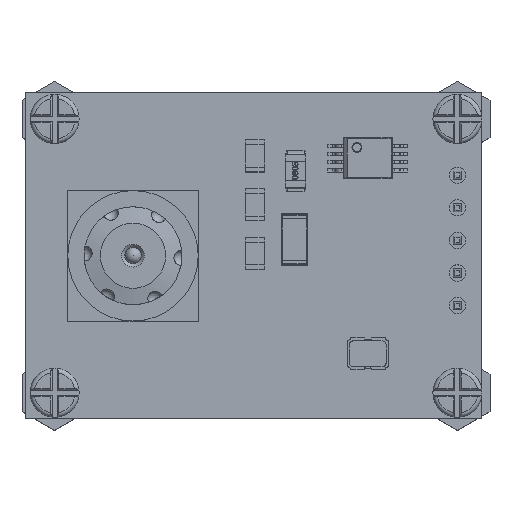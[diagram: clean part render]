
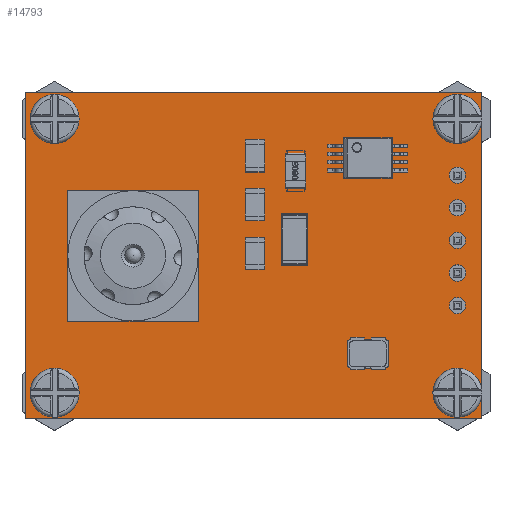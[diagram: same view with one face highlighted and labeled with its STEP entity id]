
A CAD part, top view. The second image highlights one B-rep face of the part: STEP entity #14793.
In plain terms, the highlighted planar face has unit normal (0, 0, 1).
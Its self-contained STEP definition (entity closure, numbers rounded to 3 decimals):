
#818=FACE_BOUND('',#2312,.T.);
#819=FACE_BOUND('',#2313,.T.);
#820=FACE_BOUND('',#2314,.T.);
#821=FACE_BOUND('',#2315,.T.);
#822=FACE_BOUND('',#2316,.T.);
#823=FACE_BOUND('',#2317,.T.);
#824=FACE_BOUND('',#2318,.T.);
#825=FACE_BOUND('',#2319,.T.);
#826=FACE_BOUND('',#2320,.T.);
#867=PLANE('',#15763);
#1428=FACE_OUTER_BOUND('',#2311,.T.);
#2311=EDGE_LOOP('',(#10275,#10276,#10277,#10278));
#2312=EDGE_LOOP('',(#10279));
#2313=EDGE_LOOP('',(#10280));
#2314=EDGE_LOOP('',(#10281));
#2315=EDGE_LOOP('',(#10282));
#2316=EDGE_LOOP('',(#10283));
#2317=EDGE_LOOP('',(#10284,#10285));
#2318=EDGE_LOOP('',(#10286,#10287));
#2319=EDGE_LOOP('',(#10288,#10289));
#2320=EDGE_LOOP('',(#10290,#10291));
#3243=LINE('',#20857,#4732);
#3244=LINE('',#20859,#4733);
#3245=LINE('',#20861,#4734);
#3246=LINE('',#20862,#4735);
#4732=VECTOR('',#16999,10.);
#4733=VECTOR('',#17000,10.);
#4734=VECTOR('',#17001,10.);
#4735=VECTOR('',#17002,10.);
#6212=CIRCLE('',#15729,0.5);
#6214=CIRCLE('',#15732,0.5);
#6216=CIRCLE('',#15735,0.5);
#6218=CIRCLE('',#15738,0.5);
#6220=CIRCLE('',#15741,0.5);
#6222=CIRCLE('',#15744,1.05);
#6223=CIRCLE('',#15745,1.05);
#6226=CIRCLE('',#15749,1.05);
#6227=CIRCLE('',#15750,1.05);
#6230=CIRCLE('',#15754,1.05);
#6231=CIRCLE('',#15755,1.05);
#6234=CIRCLE('',#15759,1.05);
#6235=CIRCLE('',#15760,1.05);
#6619=VERTEX_POINT('',#20785);
#6621=VERTEX_POINT('',#20791);
#6623=VERTEX_POINT('',#20797);
#6625=VERTEX_POINT('',#20803);
#6627=VERTEX_POINT('',#20809);
#6629=VERTEX_POINT('',#20815);
#6630=VERTEX_POINT('',#20816);
#6633=VERTEX_POINT('',#20825);
#6634=VERTEX_POINT('',#20826);
#6637=VERTEX_POINT('',#20835);
#6638=VERTEX_POINT('',#20836);
#6641=VERTEX_POINT('',#20845);
#6642=VERTEX_POINT('',#20846);
#6645=VERTEX_POINT('',#20855);
#6646=VERTEX_POINT('',#20856);
#6647=VERTEX_POINT('',#20858);
#6648=VERTEX_POINT('',#20860);
#8033=EDGE_CURVE('',#6619,#6619,#6212,.T.);
#8036=EDGE_CURVE('',#6621,#6621,#6214,.T.);
#8039=EDGE_CURVE('',#6623,#6623,#6216,.T.);
#8042=EDGE_CURVE('',#6625,#6625,#6218,.T.);
#8045=EDGE_CURVE('',#6627,#6627,#6220,.T.);
#8048=EDGE_CURVE('',#6629,#6630,#6222,.T.);
#8049=EDGE_CURVE('',#6630,#6629,#6223,.T.);
#8053=EDGE_CURVE('',#6633,#6634,#6226,.T.);
#8054=EDGE_CURVE('',#6634,#6633,#6227,.T.);
#8058=EDGE_CURVE('',#6637,#6638,#6230,.T.);
#8059=EDGE_CURVE('',#6638,#6637,#6231,.T.);
#8063=EDGE_CURVE('',#6641,#6642,#6234,.T.);
#8064=EDGE_CURVE('',#6642,#6641,#6235,.T.);
#8068=EDGE_CURVE('',#6645,#6646,#3243,.T.);
#8069=EDGE_CURVE('',#6646,#6647,#3244,.T.);
#8070=EDGE_CURVE('',#6647,#6648,#3245,.T.);
#8071=EDGE_CURVE('',#6648,#6645,#3246,.T.);
#10275=ORIENTED_EDGE('',*,*,#8068,.T.);
#10276=ORIENTED_EDGE('',*,*,#8069,.T.);
#10277=ORIENTED_EDGE('',*,*,#8070,.T.);
#10278=ORIENTED_EDGE('',*,*,#8071,.T.);
#10279=ORIENTED_EDGE('',*,*,#8033,.T.);
#10280=ORIENTED_EDGE('',*,*,#8036,.T.);
#10281=ORIENTED_EDGE('',*,*,#8039,.T.);
#10282=ORIENTED_EDGE('',*,*,#8042,.T.);
#10283=ORIENTED_EDGE('',*,*,#8045,.T.);
#10284=ORIENTED_EDGE('',*,*,#8048,.T.);
#10285=ORIENTED_EDGE('',*,*,#8049,.T.);
#10286=ORIENTED_EDGE('',*,*,#8053,.T.);
#10287=ORIENTED_EDGE('',*,*,#8054,.T.);
#10288=ORIENTED_EDGE('',*,*,#8058,.T.);
#10289=ORIENTED_EDGE('',*,*,#8059,.T.);
#10290=ORIENTED_EDGE('',*,*,#8063,.T.);
#10291=ORIENTED_EDGE('',*,*,#8064,.T.);
#14793=ADVANCED_FACE('',(#1428,#818,#819,#820,#821,#822,#823,#824,#825,
#826),#867,.T.);
#15729=AXIS2_PLACEMENT_3D('',#20786,#16920,#16921);
#15732=AXIS2_PLACEMENT_3D('',#20792,#16927,#16928);
#15735=AXIS2_PLACEMENT_3D('',#20798,#16934,#16935);
#15738=AXIS2_PLACEMENT_3D('',#20804,#16941,#16942);
#15741=AXIS2_PLACEMENT_3D('',#20810,#16948,#16949);
#15744=AXIS2_PLACEMENT_3D('',#20817,#16955,#16956);
#15745=AXIS2_PLACEMENT_3D('',#20818,#16957,#16958);
#15749=AXIS2_PLACEMENT_3D('',#20827,#16966,#16967);
#15750=AXIS2_PLACEMENT_3D('',#20828,#16968,#16969);
#15754=AXIS2_PLACEMENT_3D('',#20837,#16977,#16978);
#15755=AXIS2_PLACEMENT_3D('',#20838,#16979,#16980);
#15759=AXIS2_PLACEMENT_3D('',#20847,#16988,#16989);
#15760=AXIS2_PLACEMENT_3D('',#20848,#16990,#16991);
#15763=AXIS2_PLACEMENT_3D('',#20854,#16997,#16998);
#16920=DIRECTION('center_axis',(0.,0.,-1.));
#16921=DIRECTION('ref_axis',(0.,1.,0.));
#16927=DIRECTION('center_axis',(0.,0.,-1.));
#16928=DIRECTION('ref_axis',(0.,1.,0.));
#16934=DIRECTION('center_axis',(0.,0.,-1.));
#16935=DIRECTION('ref_axis',(0.,1.,0.));
#16941=DIRECTION('center_axis',(0.,0.,-1.));
#16942=DIRECTION('ref_axis',(0.,1.,0.));
#16948=DIRECTION('center_axis',(0.,0.,-1.));
#16949=DIRECTION('ref_axis',(0.,1.,0.));
#16955=DIRECTION('center_axis',(0.,0.,-1.));
#16956=DIRECTION('ref_axis',(0.,1.,0.));
#16957=DIRECTION('center_axis',(0.,0.,-1.));
#16958=DIRECTION('ref_axis',(0.,1.,0.));
#16966=DIRECTION('center_axis',(0.,0.,-1.));
#16967=DIRECTION('ref_axis',(0.,1.,0.));
#16968=DIRECTION('center_axis',(0.,0.,-1.));
#16969=DIRECTION('ref_axis',(0.,1.,0.));
#16977=DIRECTION('center_axis',(0.,0.,-1.));
#16978=DIRECTION('ref_axis',(0.,1.,0.));
#16979=DIRECTION('center_axis',(0.,0.,-1.));
#16980=DIRECTION('ref_axis',(0.,1.,0.));
#16988=DIRECTION('center_axis',(0.,0.,-1.));
#16989=DIRECTION('ref_axis',(0.,1.,0.));
#16990=DIRECTION('center_axis',(0.,0.,-1.));
#16991=DIRECTION('ref_axis',(0.,1.,0.));
#16997=DIRECTION('center_axis',(0.,0.,1.));
#16998=DIRECTION('ref_axis',(0.,-1.,0.));
#16999=DIRECTION('',(1.,0.,0.));
#17000=DIRECTION('',(0.,1.,0.));
#17001=DIRECTION('',(-1.,0.,0.));
#17002=DIRECTION('',(0.,-1.,0.));
#20785=CARTESIAN_POINT('',(46.5,6.45,1.));
#20786=CARTESIAN_POINT('Origin',(46.5,6.95,1.));
#20791=CARTESIAN_POINT('',(46.5,8.45,1.));
#20792=CARTESIAN_POINT('Origin',(46.5,8.95,1.));
#20797=CARTESIAN_POINT('',(46.5,10.45,1.));
#20798=CARTESIAN_POINT('Origin',(46.5,10.95,1.));
#20803=CARTESIAN_POINT('',(46.5,12.45,1.));
#20804=CARTESIAN_POINT('Origin',(46.5,12.95,1.));
#20809=CARTESIAN_POINT('',(46.5,14.45,1.));
#20810=CARTESIAN_POINT('Origin',(46.5,14.95,1.));
#20815=CARTESIAN_POINT('',(46.5,19.45,1.));
#20816=CARTESIAN_POINT('',(46.5,17.35,1.));
#20817=CARTESIAN_POINT('Origin',(46.5,18.4,1.));
#20818=CARTESIAN_POINT('Origin',(46.5,18.4,1.));
#20825=CARTESIAN_POINT('',(46.5,2.65,1.));
#20826=CARTESIAN_POINT('',(46.5,0.55,1.));
#20827=CARTESIAN_POINT('Origin',(46.5,1.6,1.));
#20828=CARTESIAN_POINT('Origin',(46.5,1.6,1.));
#20835=CARTESIAN_POINT('',(21.79,2.65,1.));
#20836=CARTESIAN_POINT('',(21.79,0.55,1.));
#20837=CARTESIAN_POINT('Origin',(21.79,1.6,1.));
#20838=CARTESIAN_POINT('Origin',(21.79,1.6,1.));
#20845=CARTESIAN_POINT('',(21.79,19.45,1.));
#20846=CARTESIAN_POINT('',(21.79,17.35,1.));
#20847=CARTESIAN_POINT('Origin',(21.79,18.4,1.));
#20848=CARTESIAN_POINT('Origin',(21.79,18.4,1.));
#20854=CARTESIAN_POINT('Origin',(34.,10.,1.));
#20855=CARTESIAN_POINT('',(20.,0.,1.));
#20856=CARTESIAN_POINT('',(48.,0.,1.));
#20857=CARTESIAN_POINT('',(34.,0.,1.));
#20858=CARTESIAN_POINT('',(48.,20.,1.));
#20859=CARTESIAN_POINT('',(48.,10.,1.));
#20860=CARTESIAN_POINT('',(20.,20.,1.));
#20861=CARTESIAN_POINT('',(34.,20.,1.));
#20862=CARTESIAN_POINT('',(20.,10.,1.));
